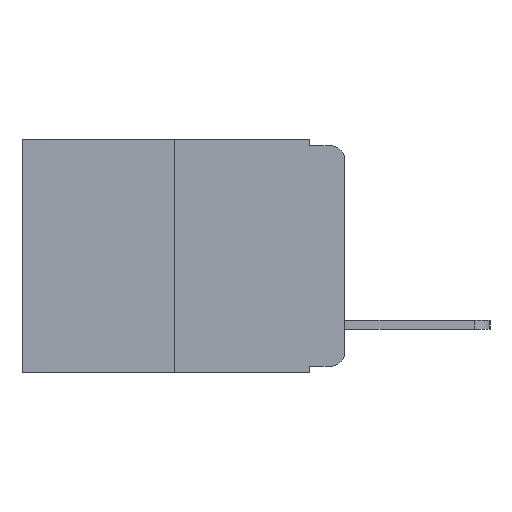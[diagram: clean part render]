
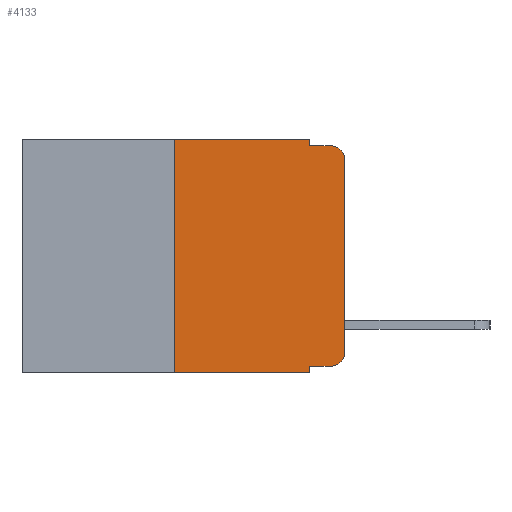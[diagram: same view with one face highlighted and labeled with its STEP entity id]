
A CAD part, left-side view. The second image highlights one B-rep face of the part: STEP entity #4133.
In plain terms, the highlighted planar face has unit normal (-1, 0, 0).
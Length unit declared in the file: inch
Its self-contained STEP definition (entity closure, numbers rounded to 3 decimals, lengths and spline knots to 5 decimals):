
#110 = ORIENTED_EDGE ( 'NONE', *, *, #7867, .F. ) ;
#178 = DIRECTION ( 'NONE',  ( 0., -1., 0. ) ) ;
#186 = ORIENTED_EDGE ( 'NONE', *, *, #11546, .F. ) ;
#345 = VERTEX_POINT ( 'NONE', #5189 ) ;
#384 = CARTESIAN_POINT ( 'NONE',  ( 0., 0., -0.03 ) ) ;
#387 = VECTOR ( 'NONE', #178, 39.37008 ) ;
#426 = LINE ( 'NONE', #690, #10457 ) ;
#578 = FACE_OUTER_BOUND ( 'NONE', #8413, .T. ) ;
#647 = CARTESIAN_POINT ( 'NONE',  ( 0., 0.051, 0. ) ) ;
#684 = VERTEX_POINT ( 'NONE', #2213 ) ;
#690 = CARTESIAN_POINT ( 'NONE',  ( 0., 0.25, 0. ) ) ;
#694 = VERTEX_POINT ( 'NONE', #2136 ) ;
#739 = PLANE ( 'NONE',  #1963 ) ;
#940 = ORIENTED_EDGE ( 'NONE', *, *, #1894, .T. ) ;
#1351 = ORIENTED_EDGE ( 'NONE', *, *, #11440, .T. ) ;
#1559 = DIRECTION ( 'NONE',  ( 1., 0., 0. ) ) ;
#1592 = DIRECTION ( 'NONE',  ( 0., -1., 0. ) ) ;
#1636 = LINE ( 'NONE', #11743, #4341 ) ;
#1894 = EDGE_CURVE ( 'NONE', #684, #4408, #2784, .T. ) ;
#1963 = AXIS2_PLACEMENT_3D ( 'NONE', #7986, #1559, #7151 ) ;
#2002 = CARTESIAN_POINT ( 'NONE',  ( 0., 0.473, -0.343 ) ) ;
#2136 = CARTESIAN_POINT ( 'NONE',  ( 0., 0.02, -0.01 ) ) ;
#2213 = CARTESIAN_POINT ( 'NONE',  ( 0., 0.25, -0.343 ) ) ;
#2249 = CARTESIAN_POINT ( 'NONE',  ( 0., 0.051, -0.343 ) ) ;
#2468 = CARTESIAN_POINT ( 'NONE',  ( 0., 0.02, -0.313 ) ) ;
#2669 = LINE ( 'NONE', #10702, #9874 ) ;
#2730 = ORIENTED_EDGE ( 'NONE', *, *, #3178, .F. ) ;
#2784 = LINE ( 'NONE', #2002, #8094 ) ;
#3178 = EDGE_CURVE ( 'NONE', #684, #4561, #426, .T. ) ;
#3370 = EDGE_CURVE ( 'NONE', #3804, #694, #4024, .T. ) ;
#3539 = ORIENTED_EDGE ( 'NONE', *, *, #5978, .T. ) ;
#3632 = DIRECTION ( 'NONE',  ( 0., 0., -1. ) ) ;
#3722 = ORIENTED_EDGE ( 'NONE', *, *, #11450, .T. ) ;
#3804 = VERTEX_POINT ( 'NONE', #384 ) ;
#4024 = CIRCLE ( 'NONE', #8092, 0.02 ) ;
#4066 = ORIENTED_EDGE ( 'NONE', *, *, #3370, .T. ) ;
#4104 = CARTESIAN_POINT ( 'NONE',  ( 0., 0.02, -0.333 ) ) ;
#4133 = ADVANCED_FACE ( 'NONE', ( #578 ), #739, .F. ) ;
#4341 = VECTOR ( 'NONE', #7730, 39.37008 ) ;
#4408 = VERTEX_POINT ( 'NONE', #2249 ) ;
#4412 = VERTEX_POINT ( 'NONE', #4104 ) ;
#4555 = LINE ( 'NONE', #5606, #11208 ) ;
#4561 = VERTEX_POINT ( 'NONE', #7768 ) ;
#4603 = ORIENTED_EDGE ( 'NONE', *, *, #9857, .F. ) ;
#4829 = DIRECTION ( 'NONE',  ( 0., 0., -1. ) ) ;
#5078 = VERTEX_POINT ( 'NONE', #8202 ) ;
#5189 = CARTESIAN_POINT ( 'NONE',  ( 0., 0., -0.313 ) ) ;
#5353 = VECTOR ( 'NONE', #9004, 39.37008 ) ;
#5606 = CARTESIAN_POINT ( 'NONE',  ( 0., 0.051, -0.01 ) ) ;
#5617 = AXIS2_PLACEMENT_3D ( 'NONE', #2468, #9259, #3632 ) ;
#5978 = EDGE_CURVE ( 'NONE', #345, #3804, #2669, .T. ) ;
#7151 = DIRECTION ( 'NONE',  ( 0., 0., -1. ) ) ;
#7187 = DIRECTION ( 'NONE',  ( -1., 0., 0. ) ) ;
#7730 = DIRECTION ( 'NONE',  ( 0., 0., -1. ) ) ;
#7768 = CARTESIAN_POINT ( 'NONE',  ( 0., 0.25, 0. ) ) ;
#7772 = VERTEX_POINT ( 'NONE', #647 ) ;
#7809 = CARTESIAN_POINT ( 'NONE',  ( 0., 0.051, 0. ) ) ;
#7867 = EDGE_CURVE ( 'NONE', #4561, #7772, #10224, .T. ) ;
#7986 = CARTESIAN_POINT ( 'NONE',  ( 0., 0.473, 0. ) ) ;
#8091 = VERTEX_POINT ( 'NONE', #10128 ) ;
#8092 = AXIS2_PLACEMENT_3D ( 'NONE', #8604, #7187, #4829 ) ;
#8094 = VECTOR ( 'NONE', #1592, 39.37008 ) ;
#8202 = CARTESIAN_POINT ( 'NONE',  ( 0., 0.051, -0.01 ) ) ;
#8413 = EDGE_LOOP ( 'NONE', ( #3539, #4066, #4603, #10471, #110, #2730, #940, #186, #3722, #1351 ) ) ;
#8455 = VECTOR ( 'NONE', #11811, 39.37008 ) ;
#8604 = CARTESIAN_POINT ( 'NONE',  ( 0., 0.02, -0.03 ) ) ;
#8617 = LINE ( 'NONE', #11607, #387 ) ;
#8874 = CIRCLE ( 'NONE', #5617, 0.02 ) ;
#9004 = DIRECTION ( 'NONE',  ( 0., -1., 0. ) ) ;
#9259 = DIRECTION ( 'NONE',  ( -1., 0., 0. ) ) ;
#9342 = CARTESIAN_POINT ( 'NONE',  ( 0., 0.473, 0. ) ) ;
#9447 = LINE ( 'NONE', #7809, #8455 ) ;
#9857 = EDGE_CURVE ( 'NONE', #5078, #694, #4555, .T. ) ;
#9874 = VECTOR ( 'NONE', #10644, 39.37008 ) ;
#10128 = CARTESIAN_POINT ( 'NONE',  ( 0., 0.051, -0.333 ) ) ;
#10224 = LINE ( 'NONE', #9342, #5353 ) ;
#10457 = VECTOR ( 'NONE', #10961, 39.37008 ) ;
#10471 = ORIENTED_EDGE ( 'NONE', *, *, #11609, .F. ) ;
#10644 = DIRECTION ( 'NONE',  ( 0., 0., 1. ) ) ;
#10702 = CARTESIAN_POINT ( 'NONE',  ( 0., 0., 0. ) ) ;
#10961 = DIRECTION ( 'NONE',  ( 0., 0., 1. ) ) ;
#11208 = VECTOR ( 'NONE', #11518, 39.37008 ) ;
#11440 = EDGE_CURVE ( 'NONE', #4412, #345, #8874, .T. ) ;
#11450 = EDGE_CURVE ( 'NONE', #8091, #4412, #8617, .T. ) ;
#11518 = DIRECTION ( 'NONE',  ( 0., -1., 0. ) ) ;
#11546 = EDGE_CURVE ( 'NONE', #8091, #4408, #1636, .T. ) ;
#11607 = CARTESIAN_POINT ( 'NONE',  ( 0., 0.051, -0.333 ) ) ;
#11609 = EDGE_CURVE ( 'NONE', #7772, #5078, #9447, .T. ) ;
#11743 = CARTESIAN_POINT ( 'NONE',  ( 0., 0.051, 0. ) ) ;
#11811 = DIRECTION ( 'NONE',  ( 0., 0., -1. ) ) ;
